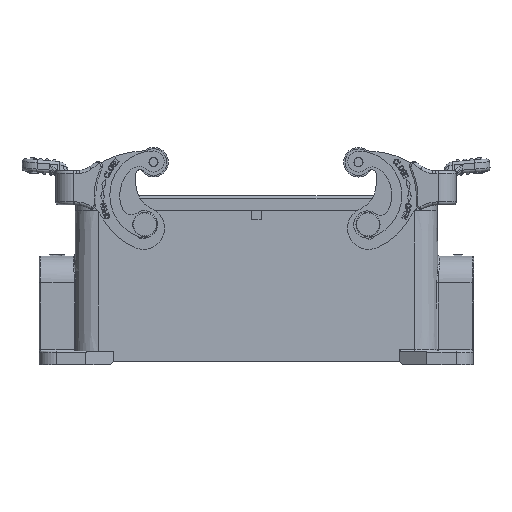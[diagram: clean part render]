
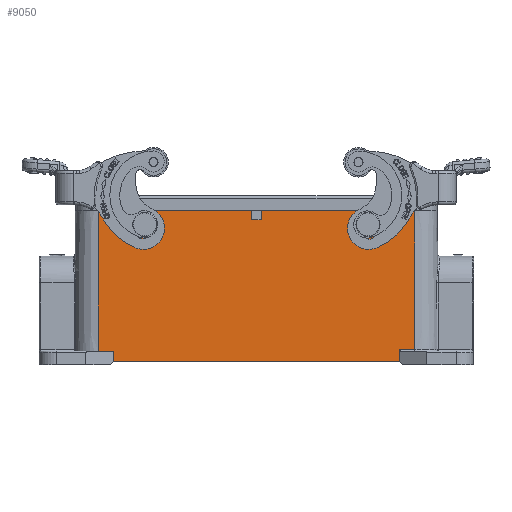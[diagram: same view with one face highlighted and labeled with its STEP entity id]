
A CAD part, left-side view. The second image highlights one B-rep face of the part: STEP entity #9050.
In plain terms, the highlighted planar face has unit normal (-1, 0, 0.009).
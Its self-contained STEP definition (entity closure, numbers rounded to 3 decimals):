
#45=ELLIPSE('',#37898,1.5,1.5);
#46=ELLIPSE('',#37899,1.5,1.5);
#6951=FACE_BOUND('',#13162,.T.);
#6952=FACE_BOUND('',#13163,.T.);
#6953=FACE_BOUND('',#13164,.T.);
#7611=PLANE('',#37900);
#9050=ADVANCED_FACE('',(#6951,#6952,#6953),#7611,.T.);
#13162=EDGE_LOOP('',(#20504));
#13163=EDGE_LOOP('',(#20505));
#13164=EDGE_LOOP('',(#20506,#20507,#20508,#20509,#20510,#20511,#20512,#20513,
#20514,#20515,#20516,#20517));
#20504=ORIENTED_EDGE('',*,*,#29729,.T.);
#20505=ORIENTED_EDGE('',*,*,#29730,.T.);
#20506=ORIENTED_EDGE('',*,*,#29717,.T.);
#20507=ORIENTED_EDGE('',*,*,#29731,.T.);
#20508=ORIENTED_EDGE('',*,*,#29732,.T.);
#20509=ORIENTED_EDGE('',*,*,#29317,.T.);
#20510=ORIENTED_EDGE('',*,*,#29733,.F.);
#20511=ORIENTED_EDGE('',*,*,#29734,.T.);
#20512=ORIENTED_EDGE('',*,*,#29434,.T.);
#20513=ORIENTED_EDGE('',*,*,#29441,.F.);
#20514=ORIENTED_EDGE('',*,*,#29453,.F.);
#20515=ORIENTED_EDGE('',*,*,#29456,.T.);
#20516=ORIENTED_EDGE('',*,*,#29687,.T.);
#20517=ORIENTED_EDGE('',*,*,#29728,.T.);
#25610=VERTEX_POINT('',#57983);
#25611=VERTEX_POINT('',#57985);
#25687=VERTEX_POINT('',#58442);
#25688=VERTEX_POINT('',#58444);
#25692=VERTEX_POINT('',#58456);
#25699=VERTEX_POINT('',#58487);
#25701=VERTEX_POINT('',#58492);
#25854=VERTEX_POINT('',#59204);
#25869=VERTEX_POINT('',#59358);
#25870=VERTEX_POINT('',#59360);
#25875=VERTEX_POINT('',#59387);
#25876=VERTEX_POINT('',#59389);
#25877=VERTEX_POINT('',#59391);
#25878=VERTEX_POINT('',#59394);
#29317=EDGE_CURVE('',#25611,#25610,#32655,.T.);
#29434=EDGE_CURVE('',#25688,#25687,#32710,.T.);
#29441=EDGE_CURVE('',#25692,#25687,#32715,.T.);
#29453=EDGE_CURVE('',#25699,#25692,#32723,.T.);
#29456=EDGE_CURVE('',#25699,#25701,#32726,.T.);
#29687=EDGE_CURVE('',#25701,#25854,#32867,.T.);
#29717=EDGE_CURVE('',#25870,#25869,#32882,.T.);
#29728=EDGE_CURVE('',#25854,#25870,#32885,.T.);
#29729=EDGE_CURVE('',#25875,#25875,#45,.T.);
#29730=EDGE_CURVE('',#25876,#25876,#46,.T.);
#29731=EDGE_CURVE('',#25869,#25877,#32886,.T.);
#29732=EDGE_CURVE('',#25877,#25611,#32887,.T.);
#29733=EDGE_CURVE('',#25878,#25610,#32888,.T.);
#29734=EDGE_CURVE('',#25878,#25688,#32889,.T.);
#32655=LINE('',#57984,#34990);
#32710=LINE('',#58443,#35045);
#32715=LINE('',#58457,#35050);
#32723=LINE('',#58486,#35058);
#32726=LINE('',#58493,#35061);
#32867=LINE('',#59205,#35202);
#32882=LINE('',#59359,#35217);
#32885=LINE('',#59384,#35220);
#32886=LINE('',#59390,#35221);
#32887=LINE('',#59392,#35222);
#32888=LINE('',#59393,#35223);
#32889=LINE('',#59395,#35224);
#34990=VECTOR('',#43241,1.);
#35045=VECTOR('',#43454,1.);
#35050=VECTOR('',#43467,1.);
#35058=VECTOR('',#43493,1.);
#35061=VECTOR('',#43498,1.);
#35202=VECTOR('',#43881,1.);
#35217=VECTOR('',#43934,1.);
#35220=VECTOR('',#43963,1.);
#35221=VECTOR('',#43970,1.);
#35222=VECTOR('',#43971,1.);
#35223=VECTOR('',#43972,1.);
#35224=VECTOR('',#43973,1.);
#37898=AXIS2_PLACEMENT_3D('',#59386,#43966,#43967);
#37899=AXIS2_PLACEMENT_3D('',#59388,#43968,#43969);
#37900=AXIS2_PLACEMENT_3D('',#59396,#43974,#43975);
#43241=DIRECTION('',(0.,1.,0.));
#43454=DIRECTION('',(-0.009,0.,-1.));
#43467=DIRECTION('',(0.,1.,0.));
#43493=DIRECTION('',(0.009,0.,1.));
#43498=DIRECTION('',(0.,-1.,0.));
#43881=DIRECTION('',(0.009,0.,1.));
#43934=DIRECTION('',(0.009,0.,1.));
#43963=DIRECTION('',(0.,-1.,0.));
#43966=DIRECTION('',(1.,0.,-0.009));
#43967=DIRECTION('',(-0.009,0.,-1.));
#43968=DIRECTION('',(1.,0.,-0.009));
#43969=DIRECTION('',(-0.009,0.,-1.));
#43970=DIRECTION('',(0.,1.,0.));
#43971=DIRECTION('',(-0.009,0.,-1.));
#43972=DIRECTION('',(-0.009,0.,-1.));
#43973=DIRECTION('',(0.,1.,0.));
#43974=DIRECTION('',(-1.,0.,0.009));
#43975=DIRECTION('',(0.,1.,0.));
#57983=CARTESIAN_POINT('',(-21.526,1.6,48.));
#57984=CARTESIAN_POINT('',(-21.526,-1.6,48.));
#57985=CARTESIAN_POINT('',(-21.526,-1.6,48.));
#58442=CARTESIAN_POINT('',(-21.906,52.5,4.5));
#58443=CARTESIAN_POINT('',(-21.5,52.5,51.));
#58444=CARTESIAN_POINT('',(-21.5,52.5,51.));
#58456=CARTESIAN_POINT('',(-21.906,47.5,4.5));
#58457=CARTESIAN_POINT('',(-21.906,47.5,4.5));
#58486=CARTESIAN_POINT('',(-21.936,47.5,1.));
#58487=CARTESIAN_POINT('',(-21.936,47.5,1.));
#58492=CARTESIAN_POINT('',(-21.936,-47.5,1.));
#58493=CARTESIAN_POINT('',(-21.936,47.5,1.));
#59204=CARTESIAN_POINT('',(-21.901,-47.5,4.996));
#59205=CARTESIAN_POINT('',(-21.936,-47.5,1.));
#59358=CARTESIAN_POINT('',(-21.5,-52.5,51.));
#59359=CARTESIAN_POINT('',(-21.901,-52.5,4.996));
#59360=CARTESIAN_POINT('',(-21.901,-52.5,4.996));
#59384=CARTESIAN_POINT('',(-21.901,-47.5,4.996));
#59386=CARTESIAN_POINT('',(-21.539,37.,46.5));
#59387=CARTESIAN_POINT('',(-21.552,37.,45.));
#59388=CARTESIAN_POINT('',(-21.539,-37.,46.5));
#59389=CARTESIAN_POINT('',(-21.552,-37.,45.));
#59390=CARTESIAN_POINT('',(-21.5,-52.5,51.));
#59391=CARTESIAN_POINT('',(-21.5,-1.6,51.));
#59392=CARTESIAN_POINT('',(-21.5,-1.6,51.));
#59393=CARTESIAN_POINT('',(-21.5,1.6,51.));
#59394=CARTESIAN_POINT('',(-21.5,1.6,51.));
#59395=CARTESIAN_POINT('',(-21.5,1.6,51.));
#59396=CARTESIAN_POINT('',(-21.5,55.148,51.));
